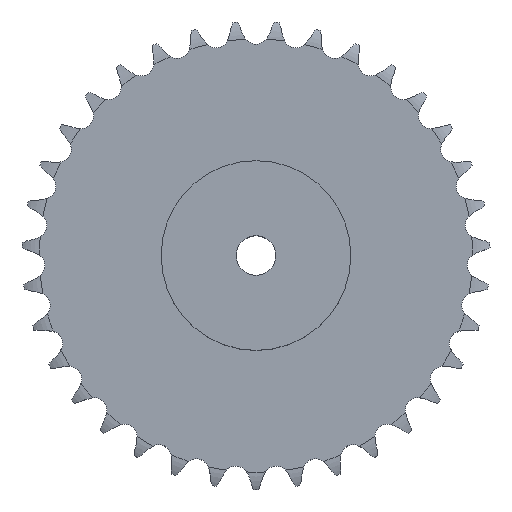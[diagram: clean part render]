
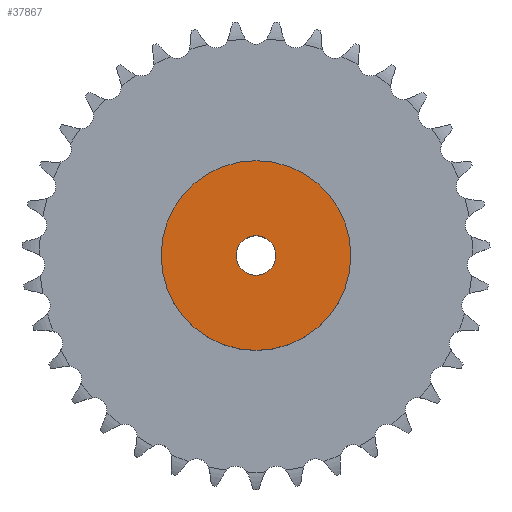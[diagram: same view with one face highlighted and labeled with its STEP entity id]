
A CAD part, top view. The second image highlights one B-rep face of the part: STEP entity #37867.
In plain terms, the highlighted planar face has unit normal (0, 0, 1).
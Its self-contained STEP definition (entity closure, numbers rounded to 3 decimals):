
#4374 = CYLINDRICAL_SURFACE('',#4375,60.);
#4375 = AXIS2_PLACEMENT_3D('',#4376,#4377,#4378);
#4376 = CARTESIAN_POINT('',(0.,0.,0.));
#4377 = DIRECTION('',(-0.,-0.,-1.));
#4378 = DIRECTION('',(1.,0.,0.));
#23630 = VERTEX_POINT('',#23631);
#23631 = CARTESIAN_POINT('',(60.,0.,50.));
#23652 = EDGE_CURVE('',#23630,#23630,#23653,.T.);
#23653 = SURFACE_CURVE('',#23654,(#23659,#23666),.PCURVE_S1.);
#23654 = CIRCLE('',#23655,60.);
#23655 = AXIS2_PLACEMENT_3D('',#23656,#23657,#23658);
#23656 = CARTESIAN_POINT('',(0.,0.,50.));
#23657 = DIRECTION('',(0.,0.,1.));
#23658 = DIRECTION('',(1.,0.,0.));
#23659 = PCURVE('',#4374,#23660);
#23660 = DEFINITIONAL_REPRESENTATION('',(#23661),#23665);
#23661 = LINE('',#23662,#23663);
#23662 = CARTESIAN_POINT('',(-0.,-50.));
#23663 = VECTOR('',#23664,1.);
#23664 = DIRECTION('',(-1.,0.));
#23665 = ( GEOMETRIC_REPRESENTATION_CONTEXT(2) 
PARAMETRIC_REPRESENTATION_CONTEXT() REPRESENTATION_CONTEXT('2D SPACE',''
  ) );
#23666 = PCURVE('',#23667,#23672);
#23667 = PLANE('',#23668);
#23668 = AXIS2_PLACEMENT_3D('',#23669,#23670,#23671);
#23669 = CARTESIAN_POINT('',(0.,0.,50.)
  );
#23670 = DIRECTION('',(0.,0.,1.));
#23671 = DIRECTION('',(1.,0.,0.));
#23672 = DEFINITIONAL_REPRESENTATION('',(#23673),#23677);
#23673 = CIRCLE('',#23674,60.);
#23674 = AXIS2_PLACEMENT_2D('',#23675,#23676);
#23675 = CARTESIAN_POINT('',(0.,0.));
#23676 = DIRECTION('',(1.,0.));
#23677 = ( GEOMETRIC_REPRESENTATION_CONTEXT(2) 
PARAMETRIC_REPRESENTATION_CONTEXT() REPRESENTATION_CONTEXT('2D SPACE',''
  ) );
#32110 = CYLINDRICAL_SURFACE('',#32111,12.5);
#32111 = AXIS2_PLACEMENT_3D('',#32112,#32113,#32114);
#32112 = CARTESIAN_POINT('',(0.,0.,447.188));
#32113 = DIRECTION('',(0.,0.,1.));
#32114 = DIRECTION('',(1.,0.,0.));
#37867 = ADVANCED_FACE('',(#37868,#37871),#23667,.T.);
#37868 = FACE_BOUND('',#37869,.T.);
#37869 = EDGE_LOOP('',(#37870));
#37870 = ORIENTED_EDGE('',*,*,#23652,.T.);
#37871 = FACE_BOUND('',#37872,.T.);
#37872 = EDGE_LOOP('',(#37873));
#37873 = ORIENTED_EDGE('',*,*,#37874,.F.);
#37874 = EDGE_CURVE('',#37875,#37875,#37877,.T.);
#37875 = VERTEX_POINT('',#37876);
#37876 = CARTESIAN_POINT('',(12.5,0.,50.));
#37877 = SURFACE_CURVE('',#37878,(#37883,#37890),.PCURVE_S1.);
#37878 = CIRCLE('',#37879,12.5);
#37879 = AXIS2_PLACEMENT_3D('',#37880,#37881,#37882);
#37880 = CARTESIAN_POINT('',(0.,0.,50.));
#37881 = DIRECTION('',(0.,0.,1.));
#37882 = DIRECTION('',(1.,0.,0.));
#37883 = PCURVE('',#23667,#37884);
#37884 = DEFINITIONAL_REPRESENTATION('',(#37885),#37889);
#37885 = CIRCLE('',#37886,12.5);
#37886 = AXIS2_PLACEMENT_2D('',#37887,#37888);
#37887 = CARTESIAN_POINT('',(0.,0.));
#37888 = DIRECTION('',(1.,0.));
#37889 = ( GEOMETRIC_REPRESENTATION_CONTEXT(2) 
PARAMETRIC_REPRESENTATION_CONTEXT() REPRESENTATION_CONTEXT('2D SPACE',''
  ) );
#37890 = PCURVE('',#32110,#37891);
#37891 = DEFINITIONAL_REPRESENTATION('',(#37892),#37896);
#37892 = LINE('',#37893,#37894);
#37893 = CARTESIAN_POINT('',(0.,-397.188));
#37894 = VECTOR('',#37895,1.);
#37895 = DIRECTION('',(1.,0.));
#37896 = ( GEOMETRIC_REPRESENTATION_CONTEXT(2) 
PARAMETRIC_REPRESENTATION_CONTEXT() REPRESENTATION_CONTEXT('2D SPACE',''
  ) );
